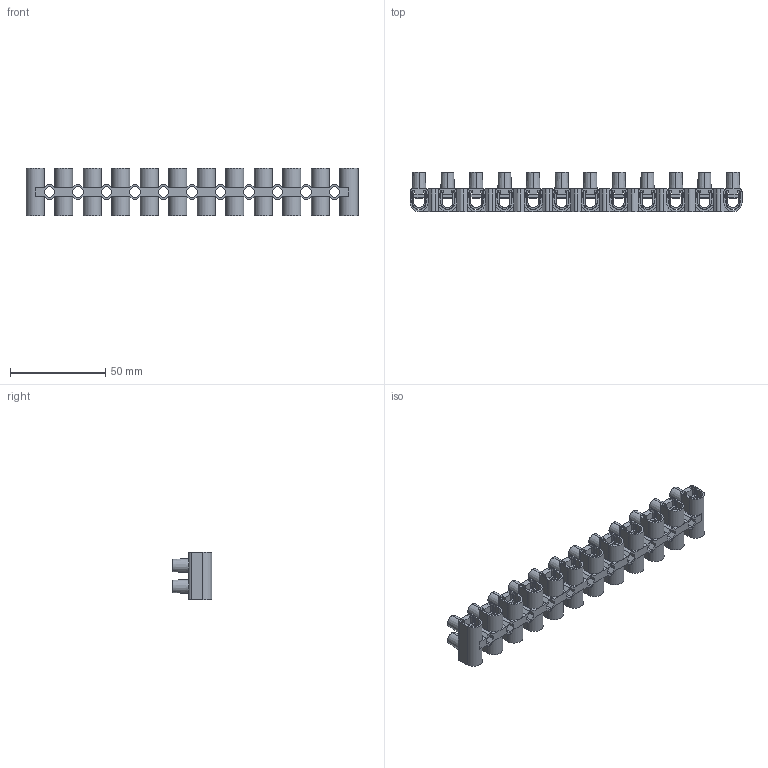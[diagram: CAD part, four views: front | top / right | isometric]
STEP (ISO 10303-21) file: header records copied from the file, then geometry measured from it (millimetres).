
FILE_DESCRIPTION (( 'STEP AP214' ), '1' );
FILE_NAME ('2056569.stp', '2018-02-21T10:07:11', ( '' ), ( '' ), 'SwSTEP 2.0', 'SolidWorks 2016', '' );
FILE_SCHEMA (( 'AUTOMOTIVE_DESIGN' ));
Length unit declared in the file: millimetre
Products named in the file (6): 0084735_Standard; 0084738_Standard; 0084736_Standard; 0084737_Standard; 0084739_Standard; 2056569
Assembly tree (39 placements, depth 3):
  2056569
    0084739_Standard
    0084738_Standard  x12
      0084737_Standard
      0084736_Standard
    0084735_Standard  x24
Bounding box: 174.5 x 20.7 x 25 mm (x, y, z)
Volume: 26704.8 mm3; surface area: 51884.5 mm2
Topology: 49 solids, 49 shells, 2450 faces, 6292 edges, 3964 vertices
Faces by surface type: plane 1486, cylinder 676, cone 288
Entity records: 38522 total; most frequent: CARTESIAN_POINT 6972, DIRECTION 6684, ORIENTED_EDGE 6464, EDGE_CURVE 3232, AXIS2_PLACEMENT_3D 2232, VECTOR 2220, LINE 2220, VERTEX_POINT 2012
